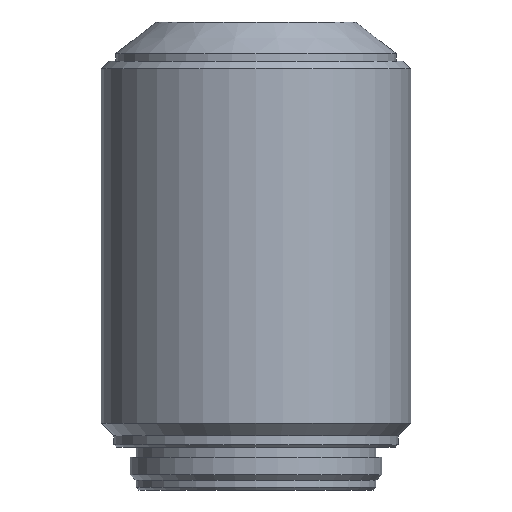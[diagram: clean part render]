
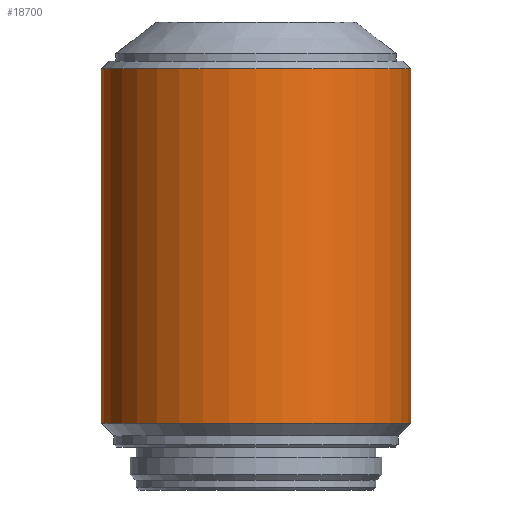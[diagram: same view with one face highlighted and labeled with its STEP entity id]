
A CAD part, front view. The second image highlights one B-rep face of the part: STEP entity #18700.
In plain terms, the highlighted cylindrical face has radius 16 mm (diameter 32 mm), a partial arc.
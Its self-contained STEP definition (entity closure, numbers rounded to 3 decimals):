
#1824 = DIRECTION ( 'NONE',  ( -1., 0., 0. ) ) ;
#3252 = ORIENTED_EDGE ( 'NONE', *, *, #16903, .T. ) ;
#3361 = LINE ( 'NONE', #27268, #8915 ) ;
#3672 = CARTESIAN_POINT ( 'NONE',  ( 16., 0., 6.9 ) ) ;
#5108 = CARTESIAN_POINT ( 'NONE',  ( -16., 0., 43.533 ) ) ;
#5195 = EDGE_CURVE ( 'NONE', #19656, #13818, #11776, .T. ) ;
#5791 = CIRCLE ( 'NONE', #21033, 16. ) ;
#6987 = DIRECTION ( 'NONE',  ( -1., 0., 0. ) ) ;
#7368 = VERTEX_POINT ( 'NONE', #3672 ) ;
#7916 = EDGE_CURVE ( 'NONE', #13818, #27066, #15582, .T. ) ;
#8915 = VECTOR ( 'NONE', #27120, 1000. ) ;
#11164 = EDGE_LOOP ( 'NONE', ( #22259, #14129, #21833, #3252 ) ) ;
#11776 = CIRCLE ( 'NONE', #26602, 16. ) ;
#12979 = DIRECTION ( 'NONE',  ( 1., 0., 0. ) ) ;
#13111 = CARTESIAN_POINT ( 'NONE',  ( 0., 0., 43.533 ) ) ;
#13815 = CARTESIAN_POINT ( 'NONE',  ( 16., 0., 43.533 ) ) ;
#13818 = VERTEX_POINT ( 'NONE', #5108 ) ;
#14129 = ORIENTED_EDGE ( 'NONE', *, *, #5195, .T. ) ;
#14953 = DIRECTION ( 'NONE',  ( 0., 0., -1. ) ) ;
#15522 = CARTESIAN_POINT ( 'NONE',  ( 0., 0., 6.9 ) ) ;
#15582 = LINE ( 'NONE', #24431, #26391 ) ;
#16255 = CARTESIAN_POINT ( 'NONE',  ( -16., 0., 6.9 ) ) ;
#16564 = AXIS2_PLACEMENT_3D ( 'NONE', #18197, #20445, #6987 ) ;
#16903 = EDGE_CURVE ( 'NONE', #27066, #7368, #5791, .T. ) ;
#17793 = CYLINDRICAL_SURFACE ( 'NONE', #16564, 16. ) ;
#17841 = EDGE_CURVE ( 'NONE', #19656, #7368, #3361, .T. ) ;
#18197 = CARTESIAN_POINT ( 'NONE',  ( 0., 0., 48.379 ) ) ;
#18700 = ADVANCED_FACE ( 'NONE', ( #26247 ), #17793, .T. ) ;
#19656 = VERTEX_POINT ( 'NONE', #13815 ) ;
#20445 = DIRECTION ( 'NONE',  ( 0., 0., -1. ) ) ;
#21033 = AXIS2_PLACEMENT_3D ( 'NONE', #15522, #27823, #1824 ) ;
#21833 = ORIENTED_EDGE ( 'NONE', *, *, #7916, .T. ) ;
#22259 = ORIENTED_EDGE ( 'NONE', *, *, #17841, .F. ) ;
#24158 = DIRECTION ( 'NONE',  ( 0., 0., -1. ) ) ;
#24431 = CARTESIAN_POINT ( 'NONE',  ( -16., 0., 48.379 ) ) ;
#26247 = FACE_OUTER_BOUND ( 'NONE', #11164, .T. ) ;
#26391 = VECTOR ( 'NONE', #24158, 1000. ) ;
#26602 = AXIS2_PLACEMENT_3D ( 'NONE', #13111, #14953, #12979 ) ;
#27066 = VERTEX_POINT ( 'NONE', #16255 ) ;
#27120 = DIRECTION ( 'NONE',  ( 0., 0., -1. ) ) ;
#27268 = CARTESIAN_POINT ( 'NONE',  ( 16., 0., 48.379 ) ) ;
#27823 = DIRECTION ( 'NONE',  ( 0., 0., 1. ) ) ;
